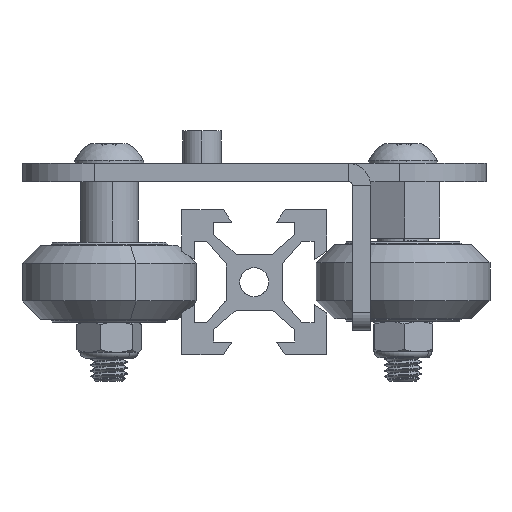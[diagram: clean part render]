
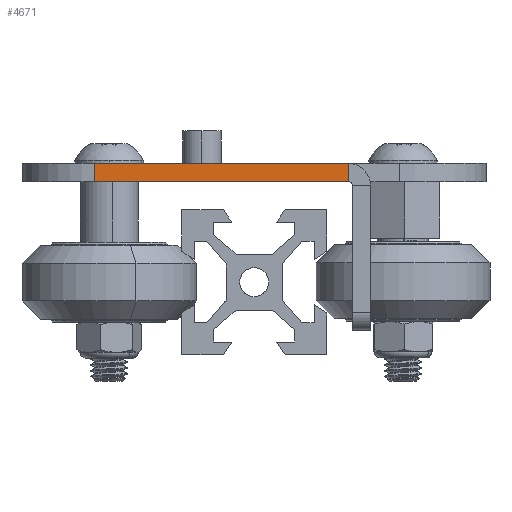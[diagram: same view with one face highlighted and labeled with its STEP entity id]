
A CAD part, left-side view. The second image highlights one B-rep face of the part: STEP entity #4671.
In plain terms, the highlighted planar face has unit normal (-1, 0, 0).
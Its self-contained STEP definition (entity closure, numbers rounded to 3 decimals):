
#42 = EDGE_CURVE ( 'NONE', #9874, #5753, #635, .T. ) ;
#104 = DIRECTION ( 'NONE',  ( 0., 0., 1. ) ) ;
#451 = EDGE_CURVE ( 'NONE', #21343, #5753, #6843, .T. ) ;
#635 = LINE ( 'NONE', #4657, #15689 ) ;
#662 = DIRECTION ( 'NONE',  ( 0., 0., -1. ) ) ;
#671 = ORIENTED_EDGE ( 'NONE', *, *, #42, .F. ) ;
#1142 = ORIENTED_EDGE ( 'NONE', *, *, #451, .T. ) ;
#1575 = EDGE_LOOP ( 'NONE', ( #1142, #671, #7254, #16317 ) ) ;
#1801 = VECTOR ( 'NONE', #104, 1000. ) ;
#2959 = VECTOR ( 'NONE', #13569, 1000. ) ;
#3306 = CARTESIAN_POINT ( 'NONE',  ( -32.1, -13., -2.5 ) ) ;
#4012 = CARTESIAN_POINT ( 'NONE',  ( -32.1, 22., -2.5 ) ) ;
#4657 = CARTESIAN_POINT ( 'NONE',  ( -32.1, -32., 0. ) ) ;
#4671 = ADVANCED_FACE ( 'NONE', ( #10687 ), #10811, .T. ) ;
#4971 = EDGE_CURVE ( 'NONE', #9874, #15903, #11267, .T. ) ;
#4996 = CARTESIAN_POINT ( 'NONE',  ( -32.1, -13., 0. ) ) ;
#5753 = VERTEX_POINT ( 'NONE', #4996 ) ;
#6843 = LINE ( 'NONE', #3306, #1801 ) ;
#7254 = ORIENTED_EDGE ( 'NONE', *, *, #4971, .T. ) ;
#9246 = CARTESIAN_POINT ( 'NONE',  ( -32.1, -13., -2.5 ) ) ;
#9874 = VERTEX_POINT ( 'NONE', #12066 ) ;
#10687 = FACE_OUTER_BOUND ( 'NONE', #1575, .T. ) ;
#10811 = PLANE ( 'NONE',  #20912 ) ;
#10925 = DIRECTION ( 'NONE',  ( 0., -1., 0. ) ) ;
#11267 = LINE ( 'NONE', #15271, #17175 ) ;
#12066 = CARTESIAN_POINT ( 'NONE',  ( -32.1, 22., 0. ) ) ;
#12693 = CARTESIAN_POINT ( 'NONE',  ( -32.1, -32., -2.5 ) ) ;
#13569 = DIRECTION ( 'NONE',  ( 0., -1., 0. ) ) ;
#13682 = LINE ( 'NONE', #22975, #2959 ) ;
#15012 = DIRECTION ( 'NONE',  ( 0., -1., 0. ) ) ;
#15271 = CARTESIAN_POINT ( 'NONE',  ( -32.1, 22., -2.5 ) ) ;
#15689 = VECTOR ( 'NONE', #15012, 1000. ) ;
#15903 = VERTEX_POINT ( 'NONE', #4012 ) ;
#16317 = ORIENTED_EDGE ( 'NONE', *, *, #22101, .T. ) ;
#17175 = VECTOR ( 'NONE', #662, 1000. ) ;
#19895 = DIRECTION ( 'NONE',  ( -1., 0., 0. ) ) ;
#20912 = AXIS2_PLACEMENT_3D ( 'NONE', #12693, #19895, #10925 ) ;
#21343 = VERTEX_POINT ( 'NONE', #9246 ) ;
#22101 = EDGE_CURVE ( 'NONE', #15903, #21343, #13682, .T. ) ;
#22975 = CARTESIAN_POINT ( 'NONE',  ( -32.1, -32., -2.5 ) ) ;
